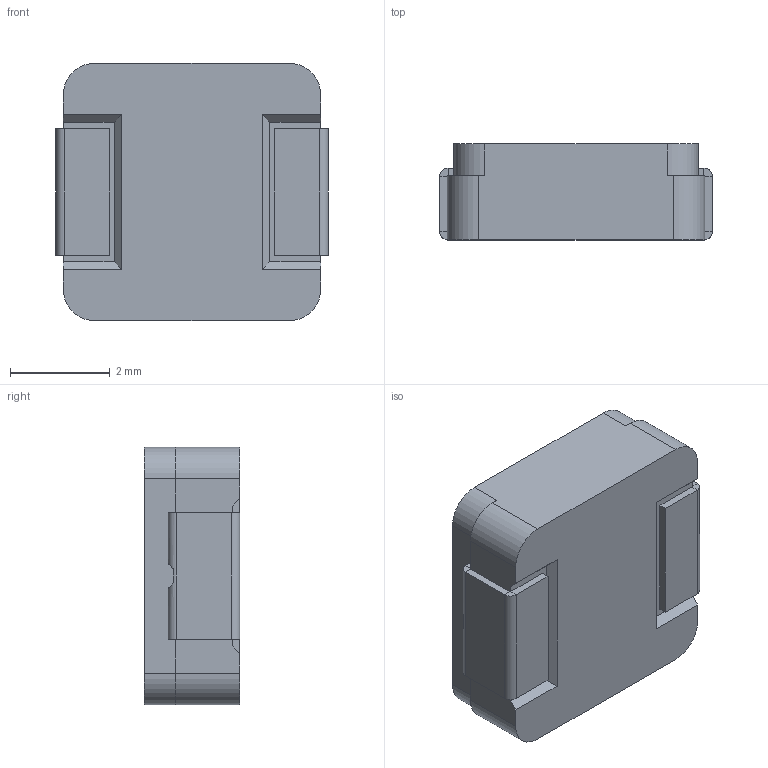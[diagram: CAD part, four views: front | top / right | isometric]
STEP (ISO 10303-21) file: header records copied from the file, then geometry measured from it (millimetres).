
FILE_DESCRIPTION(('STEP AP242'),'1');
FILE_NAME('ihlp2020bzer6r8m01.stp','2021-04-02T13:20:11',('TraceParts'),('TraceParts S.A.'),'Spatial InterOp 3D',' ',' ');
FILE_SCHEMA(('AP242_MANAGED_MODEL_BASED_3D_ENGINEERING_MIM_LF {1 0 10303 442 1 1 4}'));
Length unit declared in the file: millimetre
Products named in the file (1): ihlp2020bzer6r8m01
Bounding box: 5.45 x 1.92 x 5.15 mm (x, y, z)
Volume: 50.2 mm3; surface area: 93.2 mm2
Topology: 1 solids, 1 shells, 82 faces, 220 edges, 140 vertices
Faces by surface type: plane 62, cylinder 16, bspline 4
Entity records: 3273 total; most frequent: CARTESIAN_POINT 571, ORIENTED_EDGE 440, DIRECTION 390, EDGE_CURVE 220, LINE 168, VECTOR 168, VERTEX_POINT 140, AXIS2_PLACEMENT_3D 111
